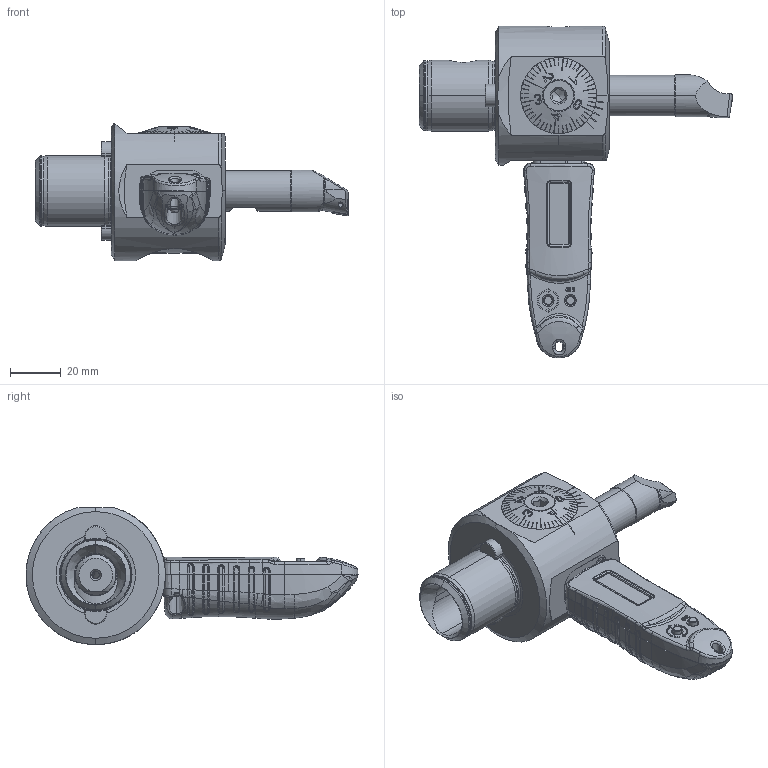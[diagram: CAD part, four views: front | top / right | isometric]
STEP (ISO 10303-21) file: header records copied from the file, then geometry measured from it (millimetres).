
FILE_DESCRIPTION (( 'STEP AP203' ), '1' );
FILE_NAME ('ST5-A55.DA2.045.STEP', '2017-11-07T07:37:42', ( 'SWIAdmin' ), ( 'Hewlett-Packard Company' ), 'SwSTEP 2.0', 'SolidWorks 2017', '' );
FILE_SCHEMA (( 'CONFIG_CONTROL_DESIGN' ));
Length unit declared in the file: millimetre
Products named in the file (50): DIN 3771 - 25x1.5; ST5-A55.DA2.045; ST5-A55.DA1.045_A; K 18 x 5 WN 1452 6IP; TESA_Band; GH1-DA1.BGu.077_C; Fxx-BG7.DA1.0xx_A_F42; ISO 4026 - M10 x 16_PreviewCfg; ISO 4026 - M10 x 8; 22 x 8 WN 5451 6IP; Kabel und stecker; AH1-DA1.005.021_B_Planfl„che; PEF-DA1.011.017_A; A55-BG2.011.016_D; WCB-ER2.001.009_A; GH1-DA2.BG0.077_Andock-Swiss; EL1-DA1.BG0.077_Ohne Batterien; 1813-S1-006-10-014101; PEF-DA1.010.032_A; A55-BG2.014.007_A; A55-BG1.DA1.041_C; ST5-ER2.001.010_A; EL1-DA2.BG0.077; S-05-05-N; Fxx-BG7.DA1.0xx_A_F55; A55-BG2.015.007_A; A55-BG1.012.007_C; B20-WCA.K11.105_B; Dünnglas 0.5+0.1mm; Anzeigeplatine-Stick6; ISO 4762 - M2 x 6; Fxx-MAB.xxx.xxx_A_F32x1.3; A55-BG1.DA3.041; CCMT060204; DIN 3771 - 1x14.5; Schalter; DIN 3771 - 13x1; A55-BG1.DA2.041; A55-BG2.012.006_B; WCA-ER2.001.006_A ...
Assembly tree (60 placements, depth 5):
  ST5-A55.DA2.045
    ST5-A55.DA1.045_A
    ISO 4026 - M10 x 8
    WCB-ER2.001.009_A
    A55-BG1.DA2.041
      A55-BG1.DA3.041
        A55-BG1.DA1.041_C
        A55-BG1.012.007_C
      A55-BG2.012.006_B
      A55-BG2.013.005_C
      DIN 3771 - 25x1.5
      ISO 4026 - M10 x 16_PreviewCfg  x2
      A55-BG2.015.007_A
        A55-BG2.011.016_D
        A55-BG2.014.007_A
      Fxx-MAB.xxx.xxx_A_F32x1.3
    A55-BG3.011.033_A_gek〉zt
    Klebstoff D10
    Fxx-BG7.DA2.0xx_F55
      Fxx-BG7.DA1.0xx_A_F42
      PEF-DA1.011.017_A  x2
      PEF-DA1.010.032_A
      Fxx-BG7.DA1.0xx_A_F55
      ISO 4762 - M2 x 6  x2
      DIN 3771 - 13x1
    GH1-DA2.BG0.077_Andock-Swiss
      GH1-DA1.BGo.077_A
      GH1-DA1.BGu.077_C
      EL1-DA2.BG0.077
        AH1-DA1.005.021_B_Planfl„che
        1813-S1-006-10-014101
        S-05-05-N  x2
        EL1-DA1.BG0.077_Ohne Batterien
          Anzeigeplatine-Stick6
          Schalter  x2
          Display-1
          Halterung_AAA_Baterie
          TESA_Band
          Kabel und stecker
      Dünnglas 0.5+0.1mm
      DIN 3771 - 1x14.5
      971136
      DIN 3771 - 0.5x4.5  x2
      K 18 x 5 WN 1452 6IP  x3
      22 x 8 WN 5451 6IP  x3
    ST5-ER2.001.010_A  x2
    B20-WCA.K11.105
      B20-WCA.K11.105_B
      CCMT060204
      WCA-ER2.001.006_A
Bounding box: 123.73 x 130.97 x 54.18 mm (x, y, z)
Volume: 135271.5 mm3; surface area: 71463.2 mm2
Topology: 54 solids, 54 shells, 4450 faces, 10914 edges, 6563 vertices
Faces by surface type: bspline 1433, plane 1043, cylinder 898, cone 502, torus 496, sphere 78
Entity records: 157241 total; most frequent: CARTESIAN_POINT 69333, ORIENTED_EDGE 18880, DIRECTION 15195, EDGE_CURVE 9440, AXIS2_PLACEMENT_3D 6178, VERTEX_POINT 5741, EDGE_LOOP 4069, ADVANCED_FACE 3882
